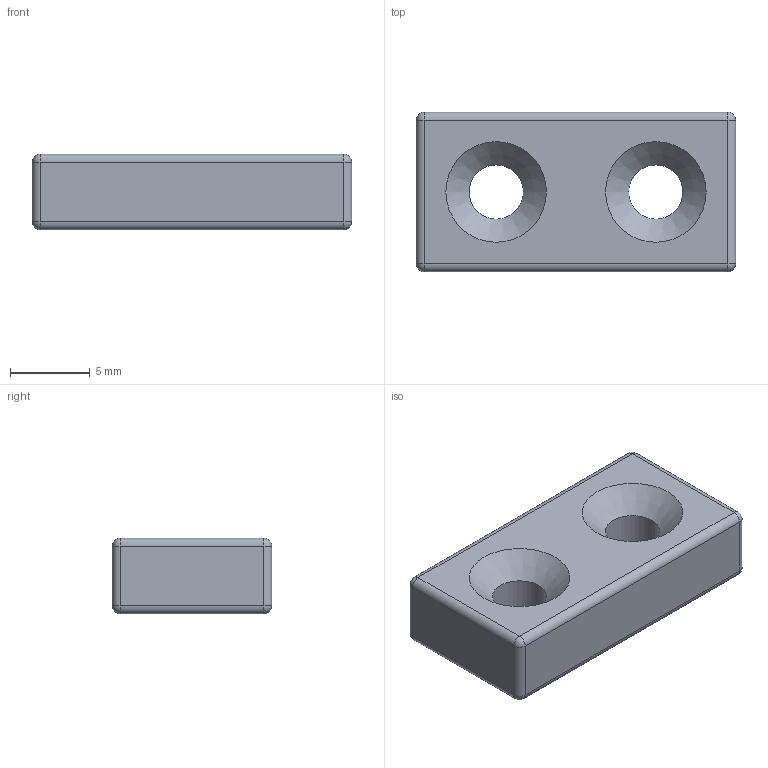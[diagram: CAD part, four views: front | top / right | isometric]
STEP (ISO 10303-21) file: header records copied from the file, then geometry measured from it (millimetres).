
FILE_DESCRIPTION(/* description */ (''),/* implementation_level */ '2;1');
FILE_NAME(/* name */ 'HW2127GC-Magnet - 20x10x5mm - Two hole (M3 Countersink screws).step',/* time_stamp */ '2022-10-11T10:50:28+01:00',/* author */ (''),/* organization */ (''),/* preprocessor_version */ 'ST-DEVELOPER v19',/* originating_system */ 'Autodesk Translation Framework v11.7.0.108',/* authorisation */ '');
FILE_SCHEMA (('AUTOMOTIVE_DESIGN { 1 0 10303 214 3 1 1 }'));
Length unit declared in the file: millimetre
Products named in the file (1): HW2127GC
Bounding box: 20 x 10 x 4.75 mm (x, y, z)
Volume: 827.6 mm3; surface area: 707.4 mm2
Topology: 1 solids, 1 shells, 30 faces, 58 edges, 30 vertices
Faces by surface type: cylinder 14, sphere 8, plane 6, cone 2
Full cylindrical faces by diameter (mm): 3.4 x2
Entity records: 792 total; most frequent: DIRECTION 150, CARTESIAN_POINT 119, ORIENTED_EDGE 116, AXIS2_PLACEMENT_3D 61, EDGE_CURVE 58, EDGE_LOOP 34, FACE_OUTER_BOUND 30, CIRCLE 30
